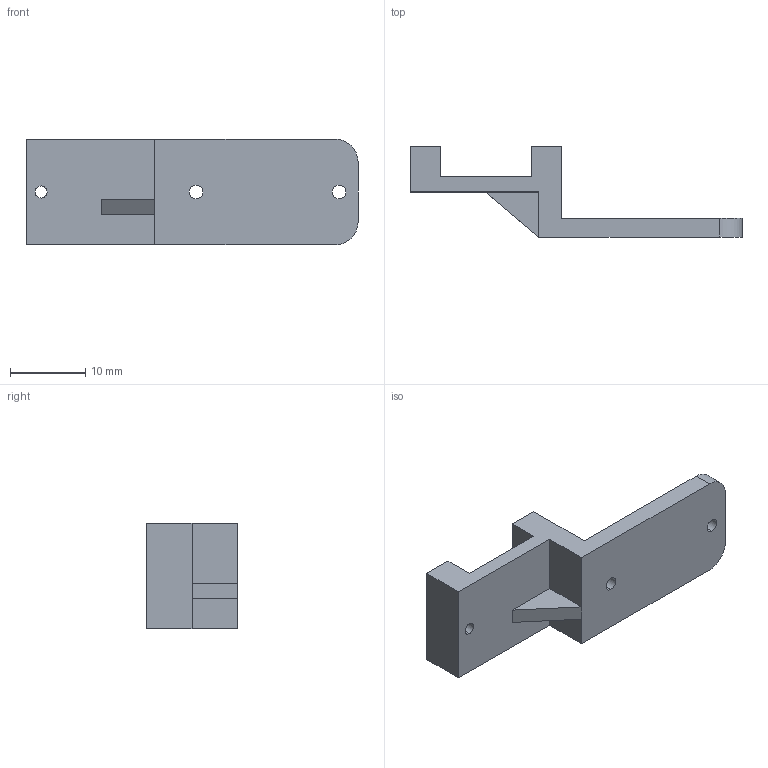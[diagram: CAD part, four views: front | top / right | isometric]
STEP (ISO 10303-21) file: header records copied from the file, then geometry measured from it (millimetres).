
FILE_DESCRIPTION (( 'STEP AP214' ), '1' );
FILE_NAME ('扜砉芛綴裔.STEP', '2024-03-28T13:14:26', ( '' ), ( '' ), 'SwSTEP 2.0', 'SolidWorks 2023', '' );
FILE_SCHEMA (( 'AUTOMOTIVE_DESIGN' ));
Length unit declared in the file: millimetre
Products named in the file (1): 摄像头后盖
Bounding box: 44.1 x 12 x 14 mm (x, y, z)
Volume: 1917.4 mm3; surface area: 2133.7 mm2
Topology: 1 solids, 1 shells, 38 faces, 104 edges, 67 vertices
Faces by surface type: plane 26, cylinder 10, cone 2
Entity records: 1217 total; most frequent: CARTESIAN_POINT 208, ORIENTED_EDGE 204, DIRECTION 200, EDGE_CURVE 102, VECTOR 82, LINE 82, VERTEX_POINT 67, AXIS2_PLACEMENT_3D 59
